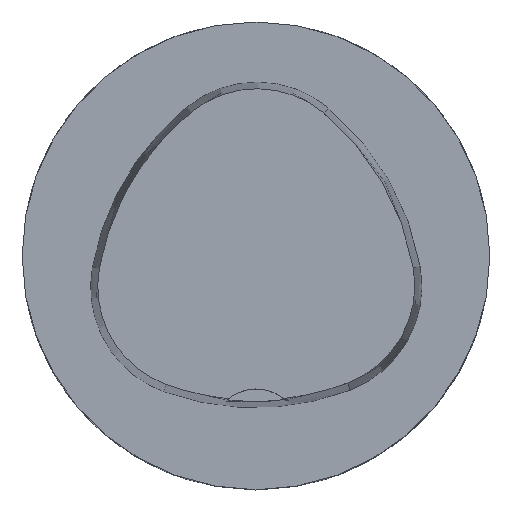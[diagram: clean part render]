
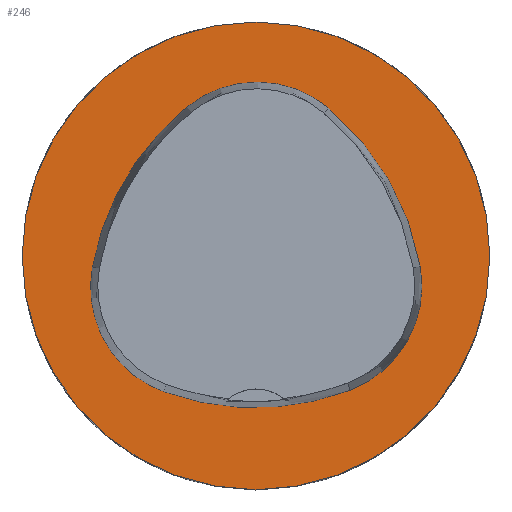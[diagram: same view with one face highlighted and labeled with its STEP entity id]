
A CAD part, top view. The second image highlights one B-rep face of the part: STEP entity #246.
In plain terms, the highlighted planar face has unit normal (0, 0, 1).
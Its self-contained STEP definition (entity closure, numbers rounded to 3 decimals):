
#217=FACE_BOUND('',#349,.T.);
#218=FACE_BOUND('',#350,.T.);
#246=ADVANCED_FACE('',(#217,#218),#265,.T.);
#265=PLANE('',#816);
#349=EDGE_LOOP('',(#454,#455,#456,#457,#458,#459));
#350=EDGE_LOOP('',(#460));
#454=ORIENTED_EDGE('',*,*,#606,.T.);
#455=ORIENTED_EDGE('',*,*,#586,.T.);
#456=ORIENTED_EDGE('',*,*,#590,.T.);
#457=ORIENTED_EDGE('',*,*,#593,.T.);
#458=ORIENTED_EDGE('',*,*,#596,.T.);
#459=ORIENTED_EDGE('',*,*,#604,.T.);
#460=ORIENTED_EDGE('',*,*,#577,.F.);
#525=VERTEX_POINT('',#1137);
#534=VERTEX_POINT('',#1156);
#535=VERTEX_POINT('',#1157);
#538=VERTEX_POINT('',#1165);
#540=VERTEX_POINT('',#1171);
#542=VERTEX_POINT('',#1177);
#549=VERTEX_POINT('',#1198);
#577=EDGE_CURVE('',#525,#525,#636,.T.);
#586=EDGE_CURVE('',#534,#535,#637,.T.);
#590=EDGE_CURVE('',#535,#538,#639,.T.);
#593=EDGE_CURVE('',#538,#540,#641,.T.);
#596=EDGE_CURVE('',#540,#542,#643,.T.);
#604=EDGE_CURVE('',#542,#549,#647,.T.);
#606=EDGE_CURVE('',#549,#534,#649,.T.);
#636=CIRCLE('',#788,31.5);
#637=CIRCLE('',#794,36.);
#639=CIRCLE('',#797,15.);
#641=CIRCLE('',#800,36.);
#643=CIRCLE('',#803,15.);
#647=CIRCLE('',#808,36.);
#649=CIRCLE('',#811,15.);
#788=AXIS2_PLACEMENT_3D('',#1136,#936,#937);
#794=AXIS2_PLACEMENT_3D('',#1155,#952,#953);
#797=AXIS2_PLACEMENT_3D('',#1164,#960,#961);
#800=AXIS2_PLACEMENT_3D('',#1170,#967,#968);
#803=AXIS2_PLACEMENT_3D('',#1176,#974,#975);
#808=AXIS2_PLACEMENT_3D('',#1199,#986,#987);
#811=AXIS2_PLACEMENT_3D('',#1202,#992,#993);
#816=AXIS2_PLACEMENT_3D('',#1207,#1002,#1003);
#936=DIRECTION('',(0.,0.,-1.));
#937=DIRECTION('',(-1.,0.,0.));
#952=DIRECTION('',(0.,0.,-1.));
#953=DIRECTION('',(-1.,0.,0.));
#960=DIRECTION('',(0.,0.,-1.));
#961=DIRECTION('',(-1.,0.,0.));
#967=DIRECTION('',(0.,0.,-1.));
#968=DIRECTION('',(-1.,0.,0.));
#974=DIRECTION('',(0.,0.,-1.));
#975=DIRECTION('',(-1.,0.,0.));
#986=DIRECTION('',(0.,0.,-1.));
#987=DIRECTION('',(-1.,0.,0.));
#992=DIRECTION('',(0.,0.,-1.));
#993=DIRECTION('',(-1.,0.,0.));
#1002=DIRECTION('',(0.,0.,1.));
#1003=DIRECTION('',(1.,0.,0.));
#1136=CARTESIAN_POINT('',(0.,0.,0.));
#1137=CARTESIAN_POINT('',(-31.5,0.,0.));
#1155=CARTESIAN_POINT('',(13.398,-7.893,0.));
#1156=CARTESIAN_POINT('',(-22.041,-1.562,0.));
#1157=CARTESIAN_POINT('',(-9.317,20.036,0.));
#1164=CARTESIAN_POINT('',(0.148,8.399,0.));
#1165=CARTESIAN_POINT('',(9.779,19.898,0.));
#1170=CARTESIAN_POINT('',(-13.337,-7.7,0.));
#1171=CARTESIAN_POINT('',(22.122,-1.48,0.));
#1176=CARTESIAN_POINT('',(7.347,-4.071,0.));
#1177=CARTESIAN_POINT('',(12.693,-18.087,0.));
#1198=CARTESIAN_POINT('',(-12.373,-18.307,0.));
#1199=CARTESIAN_POINT('',(-0.137,15.55,0.));
#1202=CARTESIAN_POINT('',(-7.275,-4.2,0.));
#1207=CARTESIAN_POINT('',(0.,0.,0.));
